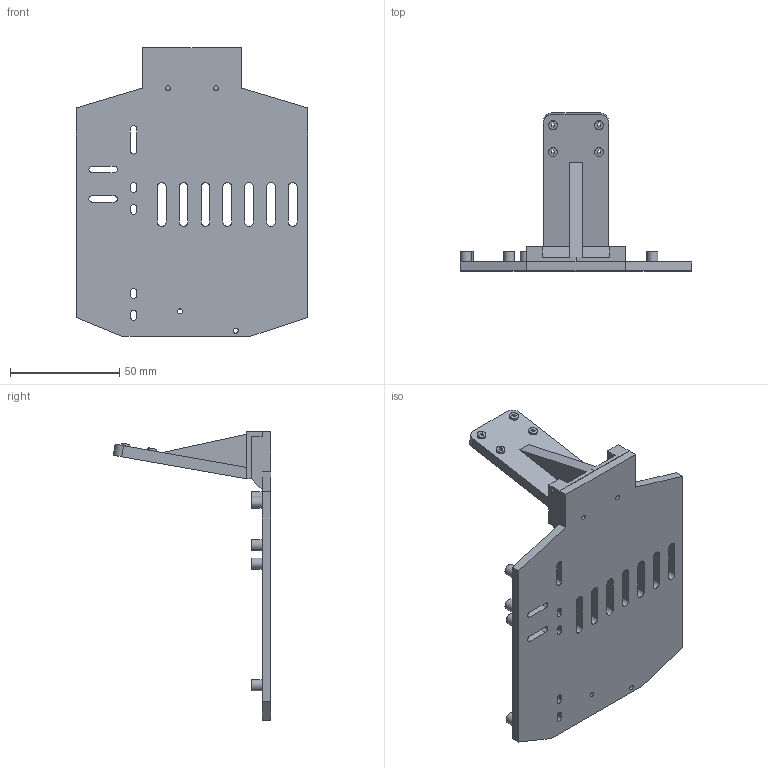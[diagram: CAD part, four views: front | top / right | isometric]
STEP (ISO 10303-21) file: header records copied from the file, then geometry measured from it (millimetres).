
FILE_DESCRIPTION(/* description */ (''),/* implementation_level */ '2;1');
FILE_NAME(/* name */ 'JetRacer_Latrax_all.step',/* time_stamp */ '2019-06-28T22:56:00-07:00',/* author */ (''),/* organization */ (''),/* preprocessor_version */ 'ST-DEVELOPER v18',/* originating_system */ 'Autodesk Translation Framework v8.2.0.1029',/* authorisation */ '');
FILE_SCHEMA (('AUTOMOTIVE_DESIGN { 1 0 10303 214 3 1 1 }'));
Length unit declared in the file: millimetre
Products named in the file (1): Latrax-Rally_v2_for-export
Bounding box: 106 x 72.21 x 132 mm (x, y, z)
Volume: 62418.4 mm3; surface area: 37057.7 mm2
Topology: 2 solids, 2 shells, 289 faces, 759 edges, 500 vertices
Faces by surface type: plane 235, cylinder 54
Full cylindrical faces by diameter (mm): 2.3 x8, 4 x4, 5 x10
Entity records: 8937 total; most frequent: CARTESIAN_POINT 1549, ORIENTED_EDGE 1518, DIRECTION 1447, EDGE_CURVE 759, LINE 651, VECTOR 651, VERTEX_POINT 500, AXIS2_PLACEMENT_3D 398
